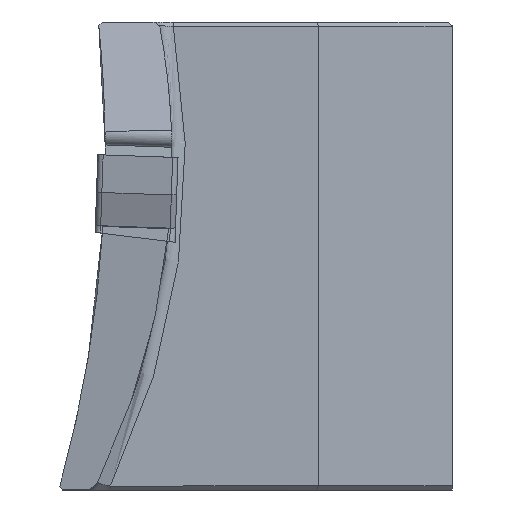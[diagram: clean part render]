
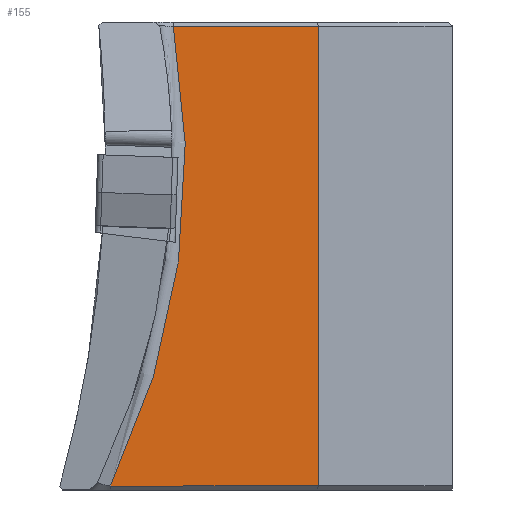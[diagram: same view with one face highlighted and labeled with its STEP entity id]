
A CAD part, left-side view. The second image highlights one B-rep face of the part: STEP entity #155.
In plain terms, the highlighted planar face has unit normal (-1, 0, 0).
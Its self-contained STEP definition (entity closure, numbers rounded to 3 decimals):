
#38=CIRCLE('',#1257,56.);
#155=ADVANCED_FACE('',(#264),#205,.F.);
#205=PLANE('',#1258);
#264=FACE_OUTER_BOUND('',#328,.T.);
#328=EDGE_LOOP('',(#580,#581,#582,#583));
#580=ORIENTED_EDGE('',*,*,#915,.T.);
#581=ORIENTED_EDGE('',*,*,#916,.T.);
#582=ORIENTED_EDGE('',*,*,#917,.T.);
#583=ORIENTED_EDGE('',*,*,#918,.T.);
#773=VERTEX_POINT('',#1925);
#774=VERTEX_POINT('',#1926);
#775=VERTEX_POINT('',#1928);
#776=VERTEX_POINT('',#1930);
#915=EDGE_CURVE('',#773,#774,#38,.T.);
#916=EDGE_CURVE('',#774,#775,#1043,.T.);
#917=EDGE_CURVE('',#775,#776,#1044,.T.);
#918=EDGE_CURVE('',#776,#773,#1045,.T.);
#1043=LINE('',#1927,#1164);
#1044=LINE('',#1929,#1165);
#1045=LINE('',#1931,#1166);
#1164=VECTOR('',#1527,1.);
#1165=VECTOR('',#1528,1.);
#1166=VECTOR('',#1529,1.);
#1257=AXIS2_PLACEMENT_3D('',#1924,#1525,#1526);
#1258=AXIS2_PLACEMENT_3D('',#1932,#1530,#1531);
#1525=DIRECTION('',(1.,0.,0.));
#1526=DIRECTION('',(0.,0.,-1.));
#1527=DIRECTION('',(0.,-1.,0.));
#1528=DIRECTION('',(0.,0.,1.));
#1529=DIRECTION('',(0.,1.,0.));
#1530=DIRECTION('',(1.,0.,0.));
#1531=DIRECTION('',(0.,0.,-1.));
#1924=CARTESIAN_POINT('',(46.,50.95,-0.3));
#1925=CARTESIAN_POINT('',(46.,-4.15,9.7));
#1926=CARTESIAN_POINT('',(46.,0.546,-24.701));
#1927=CARTESIAN_POINT('',(46.,50.95,-24.7));
#1928=CARTESIAN_POINT('',(46.,-15.,-24.7));
#1929=CARTESIAN_POINT('',(46.,-15.,10.));
#1930=CARTESIAN_POINT('',(46.,-15.,9.7));
#1931=CARTESIAN_POINT('',(46.,50.95,9.7));
#1932=CARTESIAN_POINT('',(46.,50.95,-0.3));
